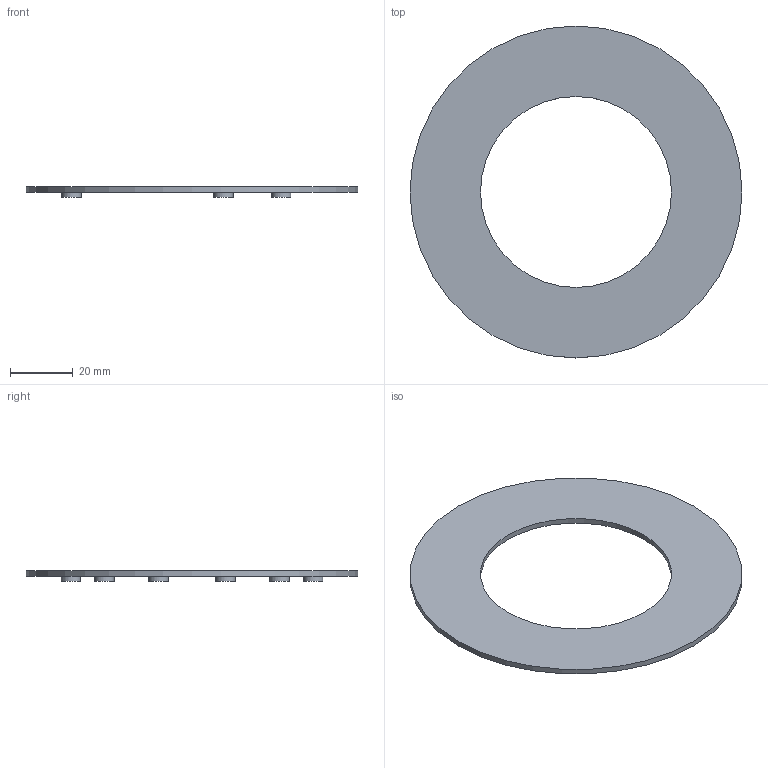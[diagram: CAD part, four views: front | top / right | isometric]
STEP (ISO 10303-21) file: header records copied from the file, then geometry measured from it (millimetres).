
FILE_DESCRIPTION(('FreeCAD Model'),'2;1');
FILE_NAME('complete_cutout_turntable_accessory.step', '2021-02-15T13:50:52',('Author'),(''), 'Open CASCADE STEP processor 7.3','FreeCAD','Unknown');
FILE_SCHEMA(('AUTOMOTIVE_DESIGN { 1 0 10303 214 1 1 1 1 }'));
Length unit declared in the file: millimetre
Products named in the file (1): difference001
Bounding box: 106 x 106 x 3.5 mm (x, y, z)
Volume: 10646 mm3; surface area: 12927.2 mm2
Topology: 1 solids, 1 shells, 16 faces, 24 edges, 16 vertices
Faces by surface type: cylinder 8, plane 8
Full cylindrical faces by diameter (mm): 6.2 x6, 61 x1, 106 x1
Entity records: 804 total; most frequent: DIRECTION 122, CARTESIAN_POINT 105, ORIENTED_EDGE 48, PCURVE 48, DEFINITIONAL_REPRESENTATION 48, LINE 40, VECTOR 40, AXIS2_PLACEMENT_3D 33
